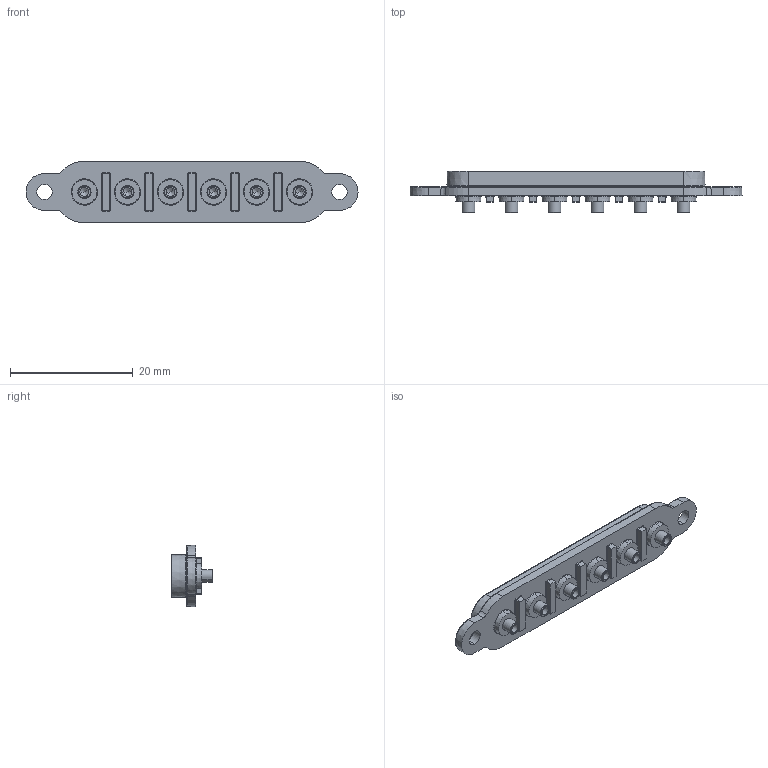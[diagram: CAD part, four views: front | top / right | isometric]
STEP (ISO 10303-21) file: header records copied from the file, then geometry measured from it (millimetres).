
FILE_DESCRIPTION (( 'STEP AP214' ), '1' );
FILE_NAME ('UEBK-30259.STEP', '2020-08-11T10:54:01', ( '' ), ( '' ), 'SwSTEP 2.0', 'SolidWorks 2020', '' );
FILE_SCHEMA (( 'AUTOMOTIVE_DESIGN' ));
Length unit declared in the file: millimetre
Products named in the file (3): UEBK-30259Gehäuse; IF-PI-6.5-4.0; UEBK-30259
Assembly tree (7 placements, depth 2):
  UEBK-30259
    UEBK-30259Gehäuse
    IF-PI-6.5-4.0  x6
Bounding box: 54 x 6.76 x 10 mm (x, y, z)
Volume: 1494.1 mm3; surface area: 2169.8 mm2
Topology: 7 solids, 7 shells, 364 faces, 788 edges, 462 vertices
Faces by surface type: cone 116, cylinder 114, plane 72, bspline 62
Entity records: 10782 total; most frequent: CARTESIAN_POINT 2771, ORIENTED_EDGE 1132, DIRECTION 1092, EDGE_CURVE 566, AXIS2_PLACEMENT_3D 434, VERTEX_POINT 337, EDGE_LOOP 291, FACE_OUTER_BOUND 254
